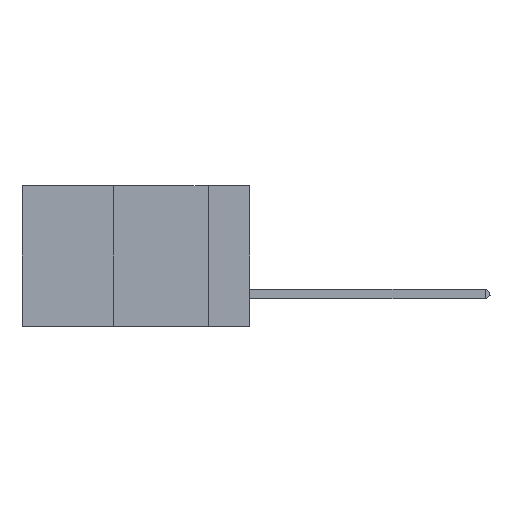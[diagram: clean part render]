
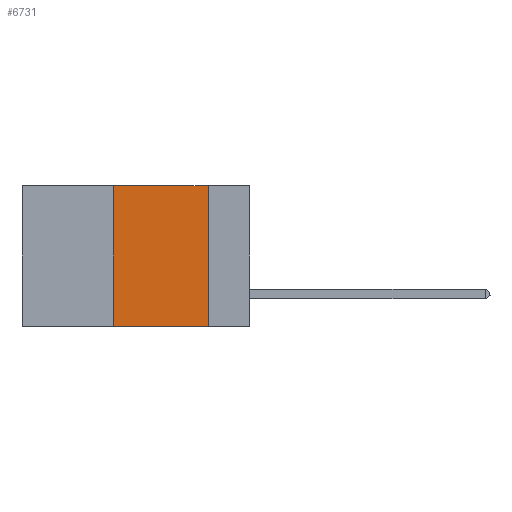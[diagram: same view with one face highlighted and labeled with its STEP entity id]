
A CAD part, left-side view. The second image highlights one B-rep face of the part: STEP entity #6731.
In plain terms, the highlighted planar face has unit normal (-1, 0, 0).
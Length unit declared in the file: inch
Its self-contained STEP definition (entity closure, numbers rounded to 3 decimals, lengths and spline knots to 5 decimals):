
#993 = VECTOR ( 'NONE', #4370, 39.37008 ) ;
#1455 = DIRECTION ( 'NONE',  ( 1., 0., 0. ) ) ;
#1855 = EDGE_CURVE ( 'NONE', #3857, #9813, #2587, .T. ) ;
#2069 = ORIENTED_EDGE ( 'NONE', *, *, #2919, .T. ) ;
#2251 = DIRECTION ( 'NONE',  ( 0., 0., -1. ) ) ;
#2524 = AXIS2_PLACEMENT_3D ( 'NONE', #9181, #1455, #2251 ) ;
#2587 = LINE ( 'NONE', #4207, #9512 ) ;
#2919 = EDGE_CURVE ( 'NONE', #9523, #6497, #4017, .T. ) ;
#2997 = PLANE ( 'NONE',  #2524 ) ;
#3433 = CARTESIAN_POINT ( 'NONE',  ( 0., 0.36, 0. ) ) ;
#3436 = EDGE_CURVE ( 'NONE', #9813, #6497, #5084, .T. ) ;
#3558 = CARTESIAN_POINT ( 'NONE',  ( 0., 0.11, 0. ) ) ;
#3584 = LINE ( 'NONE', #5691, #993 ) ;
#3857 = VERTEX_POINT ( 'NONE', #3433 ) ;
#4017 = LINE ( 'NONE', #5623, #4387 ) ;
#4199 = CARTESIAN_POINT ( 'NONE',  ( 0., 0.36, -0.37 ) ) ;
#4207 = CARTESIAN_POINT ( 'NONE',  ( 0., 0.6, 0. ) ) ;
#4370 = DIRECTION ( 'NONE',  ( 0., 0., 1. ) ) ;
#4387 = VECTOR ( 'NONE', #5511, 39.37008 ) ;
#5021 = FACE_OUTER_BOUND ( 'NONE', #8892, .T. ) ;
#5084 = LINE ( 'NONE', #3558, #7056 ) ;
#5511 = DIRECTION ( 'NONE',  ( 0., -1., 0. ) ) ;
#5588 = DIRECTION ( 'NONE',  ( 0., -1., 0. ) ) ;
#5623 = CARTESIAN_POINT ( 'NONE',  ( 0., 0.6, -0.37 ) ) ;
#5691 = CARTESIAN_POINT ( 'NONE',  ( 0., 0.36, 0. ) ) ;
#6497 = VERTEX_POINT ( 'NONE', #7595 ) ;
#6731 = ADVANCED_FACE ( 'NONE', ( #5021 ), #2997, .F. ) ;
#7056 = VECTOR ( 'NONE', #8200, 39.37008 ) ;
#7111 = ORIENTED_EDGE ( 'NONE', *, *, #7540, .F. ) ;
#7540 = EDGE_CURVE ( 'NONE', #9523, #3857, #3584, .T. ) ;
#7595 = CARTESIAN_POINT ( 'NONE',  ( 0., 0.11, -0.37 ) ) ;
#8200 = DIRECTION ( 'NONE',  ( 0., 0., -1. ) ) ;
#8295 = CARTESIAN_POINT ( 'NONE',  ( 0., 0.11, 0. ) ) ;
#8892 = EDGE_LOOP ( 'NONE', ( #9069, #9850, #7111, #2069 ) ) ;
#9069 = ORIENTED_EDGE ( 'NONE', *, *, #3436, .F. ) ;
#9181 = CARTESIAN_POINT ( 'NONE',  ( 0., 0.6, 0. ) ) ;
#9512 = VECTOR ( 'NONE', #5588, 39.37008 ) ;
#9523 = VERTEX_POINT ( 'NONE', #4199 ) ;
#9813 = VERTEX_POINT ( 'NONE', #8295 ) ;
#9850 = ORIENTED_EDGE ( 'NONE', *, *, #1855, .F. ) ;
